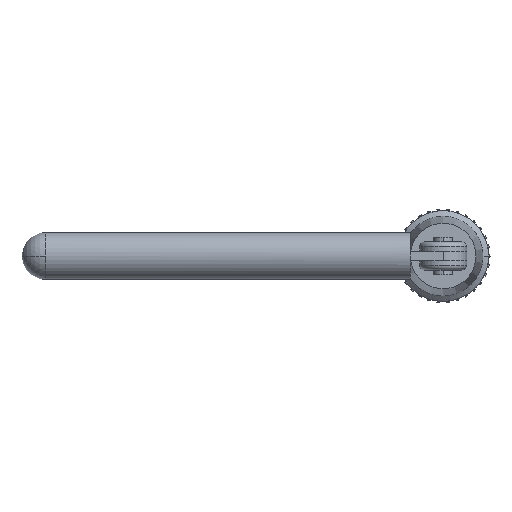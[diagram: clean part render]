
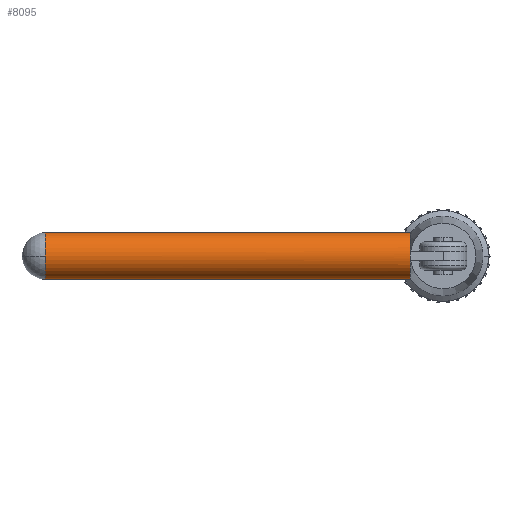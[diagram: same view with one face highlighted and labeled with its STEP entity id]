
A CAD part, left-side view. The second image highlights one B-rep face of the part: STEP entity #8095.
In plain terms, the highlighted cylindrical face has radius 2.5 mm (diameter 5 mm), a partial arc.
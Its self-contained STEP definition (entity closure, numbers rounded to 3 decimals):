
#78 = LINE ( 'NONE', #10121, #9479 ) ;
#92 = DIRECTION ( 'NONE',  ( 0., 0., -1. ) ) ;
#248 = CARTESIAN_POINT ( 'NONE',  ( -3.458, 13.51, 5.788 ) ) ;
#586 = DIRECTION ( 'NONE',  ( 0., -1., 0. ) ) ;
#703 = CARTESIAN_POINT ( 'NONE',  ( -5.958, 13.51, 8.288 ) ) ;
#774 = DIRECTION ( 'NONE',  ( 0., -1., 0. ) ) ;
#777 = CARTESIAN_POINT ( 'NONE',  ( -3.458, 52.51, 8.288 ) ) ;
#930 = AXIS2_PLACEMENT_3D ( 'NONE', #10294, #6632, #5689 ) ;
#991 = DIRECTION ( 'NONE',  ( 0., -1., 0. ) ) ;
#1078 = CARTESIAN_POINT ( 'NONE',  ( -3.458, 52.51, 10.788 ) ) ;
#1455 = AXIS2_PLACEMENT_3D ( 'NONE', #7838, #7951, #5278 ) ;
#1610 = CARTESIAN_POINT ( 'NONE',  ( -5.958, 52.51, 8.288 ) ) ;
#2254 = CIRCLE ( 'NONE', #5991, 2.5 ) ;
#2408 = CIRCLE ( 'NONE', #5667, 2.5 ) ;
#2683 = VERTEX_POINT ( 'NONE', #248 ) ;
#3395 = CARTESIAN_POINT ( 'NONE',  ( -3.458, 13.51, 8.288 ) ) ;
#3783 = EDGE_CURVE ( 'NONE', #8061, #2683, #78, .T. ) ;
#3802 = AXIS2_PLACEMENT_3D ( 'NONE', #8925, #991, #92 ) ;
#3897 = EDGE_CURVE ( 'NONE', #8343, #6776, #2408, .T. ) ;
#4161 = DIRECTION ( 'NONE',  ( 0., 0., -1. ) ) ;
#4292 = EDGE_CURVE ( 'NONE', #10712, #11356, #8618, .T. ) ;
#4399 = CARTESIAN_POINT ( 'NONE',  ( -5.908, 13.51, 8.788 ) ) ;
#4531 = DIRECTION ( 'NONE',  ( 0., -1., 0. ) ) ;
#4758 = FACE_OUTER_BOUND ( 'NONE', #5205, .T. ) ;
#5004 = DIRECTION ( 'NONE',  ( 0., -1., 0. ) ) ;
#5188 = VERTEX_POINT ( 'NONE', #11232 ) ;
#5205 = EDGE_LOOP ( 'NONE', ( #7660, #6586, #10472, #5339, #9733, #6973, #5378, #10863 ) ) ;
#5278 = DIRECTION ( 'NONE',  ( 0., 0., -1. ) ) ;
#5339 = ORIENTED_EDGE ( 'NONE', *, *, #3783, .T. ) ;
#5378 = ORIENTED_EDGE ( 'NONE', *, *, #7875, .F. ) ;
#5487 = LINE ( 'NONE', #6754, #9663 ) ;
#5667 = AXIS2_PLACEMENT_3D ( 'NONE', #3395, #774, #9460 ) ;
#5689 = DIRECTION ( 'NONE',  ( 0., 0., -1. ) ) ;
#5881 = DIRECTION ( 'NONE',  ( 0., -1., 0. ) ) ;
#5937 = EDGE_CURVE ( 'NONE', #10712, #5188, #5487, .T. ) ;
#5991 = AXIS2_PLACEMENT_3D ( 'NONE', #777, #5881, #4161 ) ;
#6079 = CARTESIAN_POINT ( 'NONE',  ( -5.908, 13.51, 7.788 ) ) ;
#6125 = CIRCLE ( 'NONE', #6387, 2.5 ) ;
#6352 = CARTESIAN_POINT ( 'NONE',  ( -3.458, 52.51, 8.288 ) ) ;
#6387 = AXIS2_PLACEMENT_3D ( 'NONE', #7573, #586, #6719 ) ;
#6572 = AXIS2_PLACEMENT_3D ( 'NONE', #6352, #4531, #7331 ) ;
#6586 = ORIENTED_EDGE ( 'NONE', *, *, #4292, .T. ) ;
#6632 = DIRECTION ( 'NONE',  ( 0., -1., 0. ) ) ;
#6719 = DIRECTION ( 'NONE',  ( 0., 0., -1. ) ) ;
#6754 = CARTESIAN_POINT ( 'NONE',  ( -3.458, 13.51, 10.788 ) ) ;
#6776 = VERTEX_POINT ( 'NONE', #6079 ) ;
#6973 = ORIENTED_EDGE ( 'NONE', *, *, #3897, .F. ) ;
#7331 = DIRECTION ( 'NONE',  ( 0., 0., -1. ) ) ;
#7573 = CARTESIAN_POINT ( 'NONE',  ( -3.458, 13.51, 8.288 ) ) ;
#7660 = ORIENTED_EDGE ( 'NONE', *, *, #5937, .F. ) ;
#7817 = CIRCLE ( 'NONE', #3802, 2.5 ) ;
#7838 = CARTESIAN_POINT ( 'NONE',  ( -3.458, 13.51, 8.288 ) ) ;
#7875 = EDGE_CURVE ( 'NONE', #9902, #8343, #7817, .T. ) ;
#7951 = DIRECTION ( 'NONE',  ( 0., -1., 0. ) ) ;
#8061 = VERTEX_POINT ( 'NONE', #11020 ) ;
#8095 = ADVANCED_FACE ( 'NONE', ( #4758 ), #9762, .T. ) ;
#8343 = VERTEX_POINT ( 'NONE', #703 ) ;
#8618 = CIRCLE ( 'NONE', #6572, 2.5 ) ;
#8759 = CIRCLE ( 'NONE', #930, 2.5 ) ;
#8925 = CARTESIAN_POINT ( 'NONE',  ( -3.458, 13.51, 8.288 ) ) ;
#9460 = DIRECTION ( 'NONE',  ( 0., 0., -1. ) ) ;
#9479 = VECTOR ( 'NONE', #11208, 1000. ) ;
#9577 = EDGE_CURVE ( 'NONE', #6776, #2683, #8759, .T. ) ;
#9663 = VECTOR ( 'NONE', #5004, 1000. ) ;
#9697 = EDGE_CURVE ( 'NONE', #5188, #9902, #6125, .T. ) ;
#9733 = ORIENTED_EDGE ( 'NONE', *, *, #9577, .F. ) ;
#9749 = EDGE_CURVE ( 'NONE', #11356, #8061, #2254, .T. ) ;
#9762 = CYLINDRICAL_SURFACE ( 'NONE', #1455, 2.5 ) ;
#9902 = VERTEX_POINT ( 'NONE', #4399 ) ;
#10121 = CARTESIAN_POINT ( 'NONE',  ( -3.458, 13.51, 5.788 ) ) ;
#10294 = CARTESIAN_POINT ( 'NONE',  ( -3.458, 13.51, 8.288 ) ) ;
#10472 = ORIENTED_EDGE ( 'NONE', *, *, #9749, .T. ) ;
#10712 = VERTEX_POINT ( 'NONE', #1078 ) ;
#10863 = ORIENTED_EDGE ( 'NONE', *, *, #9697, .F. ) ;
#11020 = CARTESIAN_POINT ( 'NONE',  ( -3.458, 52.51, 5.788 ) ) ;
#11208 = DIRECTION ( 'NONE',  ( 0., -1., 0. ) ) ;
#11232 = CARTESIAN_POINT ( 'NONE',  ( -3.458, 13.51, 10.788 ) ) ;
#11356 = VERTEX_POINT ( 'NONE', #1610 ) ;
